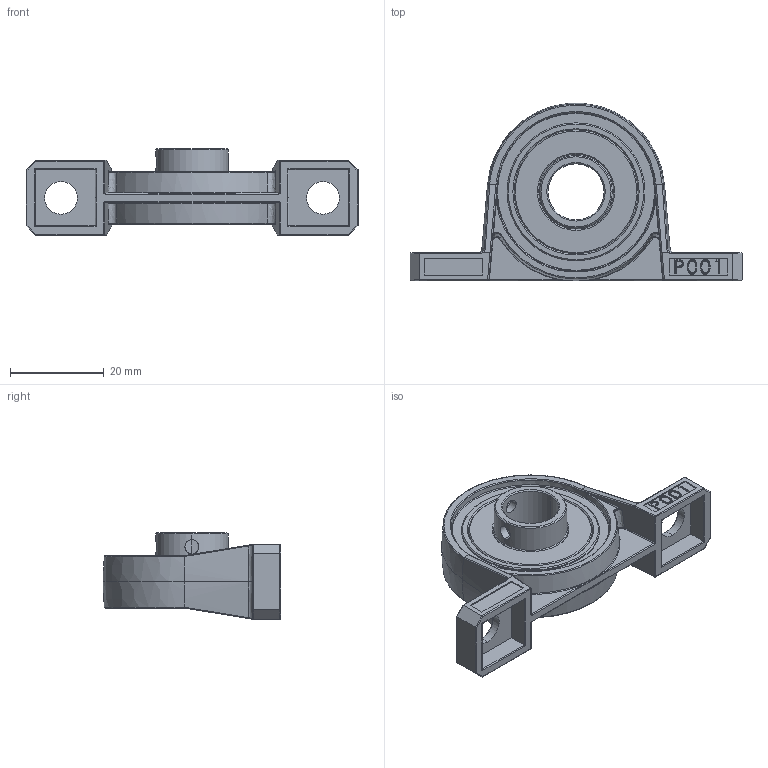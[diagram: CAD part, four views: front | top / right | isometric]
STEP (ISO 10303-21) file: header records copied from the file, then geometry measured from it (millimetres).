
FILE_DESCRIPTION (( 'STEP AP203' ), '1' );
FILE_NAME ('KP001_12.STEP', '2020-02-19T15:41:23', ( '' ), ( '' ), 'SwSTEP 2.0', 'SolidWorks 2019', '' );
FILE_SCHEMA (( 'CONFIG_CONTROL_DESIGN' ));
Length unit declared in the file: millimetre
Products named in the file (1): KP001_12
Bounding box: 71 x 37.97 x 18.5 mm (x, y, z)
Volume: 11741.9 mm3; surface area: 7468.5 mm2
Topology: 1 solids, 1 shells, 382 faces, 903 edges, 521 vertices
Faces by surface type: bspline 116, cylinder 111, plane 85, cone 30, torus 24, sphere 16
Entity records: 16583 total; most frequent: CARTESIAN_POINT 8776, ORIENTED_EDGE 1774, DIRECTION 1363, EDGE_CURVE 887, VERTEX_POINT 521, AXIS2_PLACEMENT_3D 511, EDGE_LOOP 406, FACE_OUTER_BOUND 382
